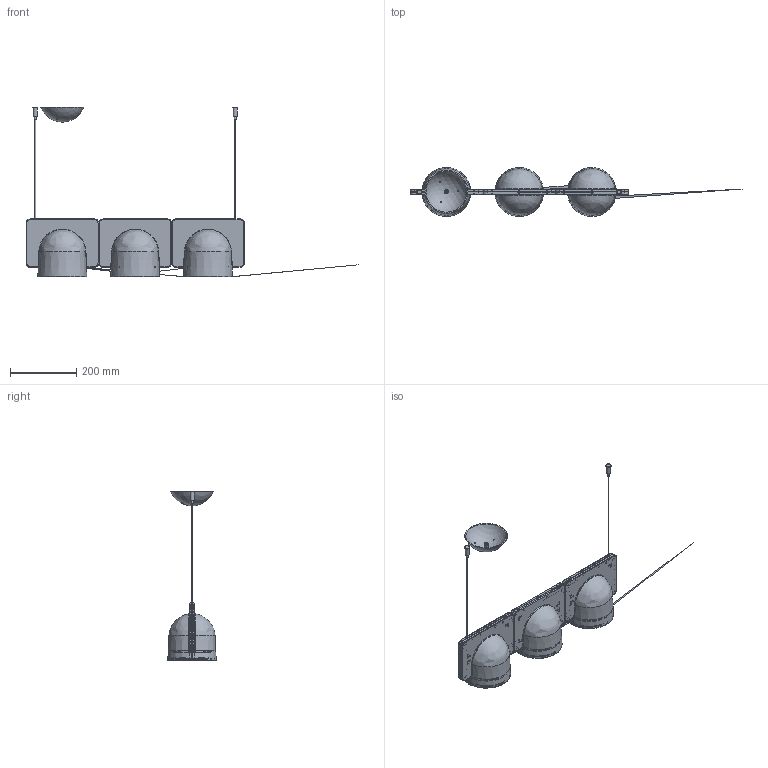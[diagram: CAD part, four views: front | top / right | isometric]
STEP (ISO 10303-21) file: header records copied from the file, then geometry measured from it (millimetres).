
FILE_DESCRIPTION((''),'2;1');
FILE_NAME('Igloo 3 Down.stp','2014-11-04T09:17:30',('RRiva'),(''),'Autodesk Inventor 2013','Autodesk Inventor 2013','');
FILE_SCHEMA(('AUTOMOTIVE_DESIGN { 1 0 10303 214 1 1 1 1 }'));
Length unit declared in the file: centimetre
Products named in the file (9): Igloo 3 Down; 003426800_ITALSTAMP_08_05_2014; 003426803; 003419604; TIRANTE ACCIAIO_MIR2; 003426800_ITALSTAMP_08_05_2014_MIR4; 003426800_ITALSTAMP_08_05_2014_MIR4_MIR; TIRANTE ACCIAIO_MIR2_MIR7; TIRANTE SACLA
Assembly tree (14 placements, depth 2):
  Igloo 3 Down
    003426800_ITALSTAMP_08_05_2014  x2
    003426803  x3
    003419604
    TIRANTE ACCIAIO_MIR2
    003426800_ITALSTAMP_08_05_2014_MIR4  x2
    003426800_ITALSTAMP_08_05_2014_MIR4_MIR  x2
    TIRANTE ACCIAIO_MIR2_MIR7
    TIRANTE SACLA  x2
Bounding box: 1003.74 x 147.66 x 513 mm (x, y, z)
Volume: 1136705.1 mm3; surface area: 848774.4 mm2
Topology: 14 solids, 14 shells, 4053 faces, 11124 edges, 7443 vertices
Faces by surface type: plane 2722, cylinder 561, bspline 357, cone 225, sphere 146, torus 42
Full cylindrical faces by diameter (mm): 2 x3, 2.5 x2, 2.979 x24, 4.171 x72, 4.965 x24, 5.462 x24, 6 x3, 7.944 x24, 12 x2, 16 x2, 140.7 x3
Entity records: 77921 total; most frequent: CARTESIAN_POINT 28180, ORIENTED_EDGE 10106, DIRECTION 9230, EDGE_CURVE 5053, VECTOR 3704, LINE 3704, VERTEX_POINT 3435, AXIS2_PLACEMENT_3D 2763
